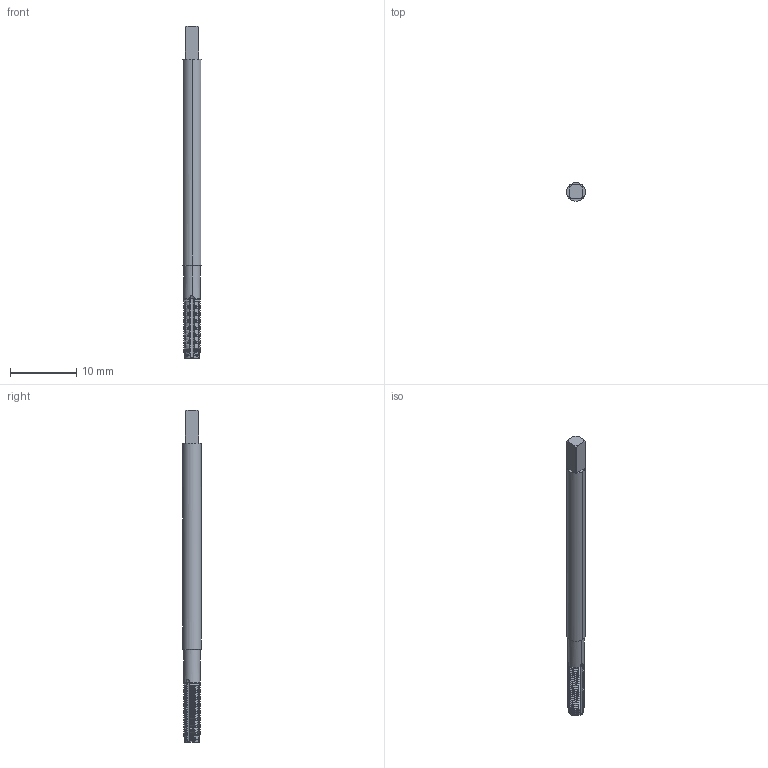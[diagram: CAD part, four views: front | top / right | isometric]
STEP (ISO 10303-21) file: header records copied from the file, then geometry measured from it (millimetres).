
FILE_DESCRIPTION(('no description'),'unknown implementation level');
FILE_NAME('solidlaRK7S2KEeo_mM82iflA1EURzBc_1.STP',' ',('CIM GmbH Aachen'),('CADClick - KiM GmbH - www.kimweb.de'),'unknown preprocess','ACIS','unknown authorization');
FILE_SCHEMA(('automotive_design'));
Length unit declared in the file: millimetre
Products named in the file (2): 1; 2
Bounding box: 2.8 x 2.8 x 50 mm (x, y, z)
Volume: 274.9 mm3; surface area: 577.7 mm2
Topology: 2 solids, 2 shells, 549 faces, 1523 edges, 978 vertices
Faces by surface type: cone 289, cylinder 240, plane 17, torus 3
Entity records: 37096 total; most frequent: CARTESIAN_POINT 6301, STYLED_ITEM 3052, PRESENTATION_STYLE_ASSIGNMENT 3052, COLOUR_RGB 3052, ORIENTED_EDGE 3046, DIRECTION 2883, EDGE_CURVE 1523, CURVE_STYLE 1523
